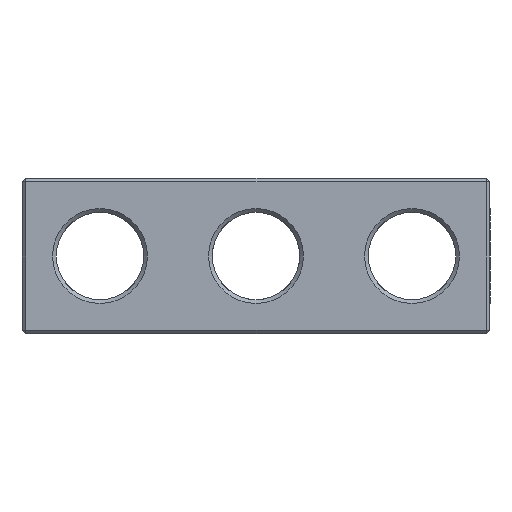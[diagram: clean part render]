
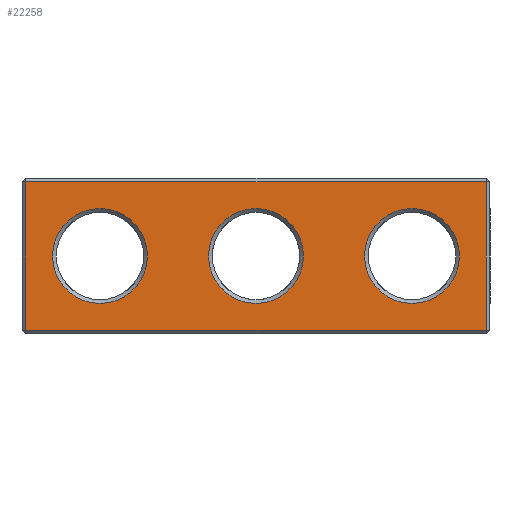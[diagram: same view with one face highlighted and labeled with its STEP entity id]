
A CAD part, front view. The second image highlights one B-rep face of the part: STEP entity #22258.
In plain terms, the highlighted planar face has unit normal (0, -1, 0).
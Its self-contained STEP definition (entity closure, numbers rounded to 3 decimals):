
#2103 = PLANE('',#2104);
#2104 = AXIS2_PLACEMENT_3D('',#2105,#2106,#2107);
#2105 = CARTESIAN_POINT('',(-18.75,-6.1,0.15));
#2106 = DIRECTION('',(0.,0.707,0.707));
#2107 = DIRECTION('',(1.,0.,0.));
#2886 = PLANE('',#2887);
#2887 = AXIS2_PLACEMENT_3D('',#2888,#2889,#2890);
#2888 = CARTESIAN_POINT('',(-18.75,-6.1,12.35));
#2889 = DIRECTION('',(0.,-0.707,0.707));
#2890 = DIRECTION('',(1.,0.,0.));
#8050 = PLANE('',#8051);
#8051 = AXIS2_PLACEMENT_3D('',#8052,#8053,#8054);
#8052 = CARTESIAN_POINT('',(-18.6,-6.1,0.));
#8053 = DIRECTION('',(-0.707,-0.707,0.));
#8054 = DIRECTION('',(0.,0.,1.));
#8412 = VERTEX_POINT('',#8413);
#8413 = CARTESIAN_POINT('',(-18.45,-6.25,0.3));
#8439 = EDGE_CURVE('',#8412,#8440,#8442,.T.);
#8440 = VERTEX_POINT('',#8441);
#8441 = CARTESIAN_POINT('',(18.45,-6.25,0.3));
#8442 = SURFACE_CURVE('',#8443,(#8447,#8454),.PCURVE_S1.);
#8443 = LINE('',#8444,#8445);
#8444 = CARTESIAN_POINT('',(-18.75,-6.25,0.3));
#8445 = VECTOR('',#8446,1.);
#8446 = DIRECTION('',(1.,0.,0.));
#8447 = PCURVE('',#2103,#8448);
#8448 = DEFINITIONAL_REPRESENTATION('',(#8449),#8453);
#8449 = LINE('',#8450,#8451);
#8450 = CARTESIAN_POINT('',(0.,-0.212));
#8451 = VECTOR('',#8452,1.);
#8452 = DIRECTION('',(1.,0.));
#8453 = ( GEOMETRIC_REPRESENTATION_CONTEXT(2) 
PARAMETRIC_REPRESENTATION_CONTEXT() REPRESENTATION_CONTEXT('2D SPACE',''
  ) );
#8454 = PCURVE('',#8455,#8460);
#8455 = PLANE('',#8456);
#8456 = AXIS2_PLACEMENT_3D('',#8457,#8458,#8459);
#8457 = CARTESIAN_POINT('',(-18.75,-6.25,0.));
#8458 = DIRECTION('',(0.,1.,0.));
#8459 = DIRECTION('',(1.,0.,0.));
#8460 = DEFINITIONAL_REPRESENTATION('',(#8461),#8465);
#8461 = LINE('',#8462,#8463);
#8462 = CARTESIAN_POINT('',(0.,-0.3));
#8463 = VECTOR('',#8464,1.);
#8464 = DIRECTION('',(1.,0.));
#8465 = ( GEOMETRIC_REPRESENTATION_CONTEXT(2) 
PARAMETRIC_REPRESENTATION_CONTEXT() REPRESENTATION_CONTEXT('2D SPACE',''
  ) );
#9759 = VERTEX_POINT('',#9760);
#9760 = CARTESIAN_POINT('',(-18.45,-6.25,12.2));
#9786 = EDGE_CURVE('',#9759,#9787,#9789,.T.);
#9787 = VERTEX_POINT('',#9788);
#9788 = CARTESIAN_POINT('',(18.45,-6.25,12.2));
#9789 = SURFACE_CURVE('',#9790,(#9794,#9801),.PCURVE_S1.);
#9790 = LINE('',#9791,#9792);
#9791 = CARTESIAN_POINT('',(-18.75,-6.25,12.2));
#9792 = VECTOR('',#9793,1.);
#9793 = DIRECTION('',(1.,0.,0.));
#9794 = PCURVE('',#2886,#9795);
#9795 = DEFINITIONAL_REPRESENTATION('',(#9796),#9800);
#9796 = LINE('',#9797,#9798);
#9797 = CARTESIAN_POINT('',(0.,-0.212));
#9798 = VECTOR('',#9799,1.);
#9799 = DIRECTION('',(1.,0.));
#9800 = ( GEOMETRIC_REPRESENTATION_CONTEXT(2) 
PARAMETRIC_REPRESENTATION_CONTEXT() REPRESENTATION_CONTEXT('2D SPACE',''
  ) );
#9801 = PCURVE('',#8455,#9802);
#9802 = DEFINITIONAL_REPRESENTATION('',(#9803),#9807);
#9803 = LINE('',#9804,#9805);
#9804 = CARTESIAN_POINT('',(0.,-12.2));
#9805 = VECTOR('',#9806,1.);
#9806 = DIRECTION('',(1.,0.));
#9807 = ( GEOMETRIC_REPRESENTATION_CONTEXT(2) 
PARAMETRIC_REPRESENTATION_CONTEXT() REPRESENTATION_CONTEXT('2D SPACE',''
  ) );
#21224 = EDGE_CURVE('',#8412,#9759,#21225,.T.);
#21225 = SURFACE_CURVE('',#21226,(#21230,#21237),.PCURVE_S1.);
#21226 = LINE('',#21227,#21228);
#21227 = CARTESIAN_POINT('',(-18.45,-6.25,0.));
#21228 = VECTOR('',#21229,1.);
#21229 = DIRECTION('',(0.,0.,1.));
#21230 = PCURVE('',#8050,#21231);
#21231 = DEFINITIONAL_REPRESENTATION('',(#21232),#21236);
#21232 = LINE('',#21233,#21234);
#21233 = CARTESIAN_POINT('',(0.,-0.212));
#21234 = VECTOR('',#21235,1.);
#21235 = DIRECTION('',(1.,0.));
#21236 = ( GEOMETRIC_REPRESENTATION_CONTEXT(2) 
PARAMETRIC_REPRESENTATION_CONTEXT() REPRESENTATION_CONTEXT('2D SPACE',''
  ) );
#21237 = PCURVE('',#8455,#21238);
#21238 = DEFINITIONAL_REPRESENTATION('',(#21239),#21243);
#21239 = LINE('',#21240,#21241);
#21240 = CARTESIAN_POINT('',(0.3,0.));
#21241 = VECTOR('',#21242,1.);
#21242 = DIRECTION('',(0.,-1.));
#21243 = ( GEOMETRIC_REPRESENTATION_CONTEXT(2) 
PARAMETRIC_REPRESENTATION_CONTEXT() REPRESENTATION_CONTEXT('2D SPACE',''
  ) );
#22258 = ADVANCED_FACE('',(#22259,#22290,#22321,#22352),#8455,.F.);
#22259 = FACE_BOUND('',#22260,.F.);
#22260 = EDGE_LOOP('',(#22261,#22262,#22263,#22289));
#22261 = ORIENTED_EDGE('',*,*,#21224,.T.);
#22262 = ORIENTED_EDGE('',*,*,#9786,.T.);
#22263 = ORIENTED_EDGE('',*,*,#22264,.F.);
#22264 = EDGE_CURVE('',#8440,#9787,#22265,.T.);
#22265 = SURFACE_CURVE('',#22266,(#22270,#22277),.PCURVE_S1.);
#22266 = LINE('',#22267,#22268);
#22267 = CARTESIAN_POINT('',(18.45,-6.25,0.));
#22268 = VECTOR('',#22269,1.);
#22269 = DIRECTION('',(0.,0.,1.));
#22270 = PCURVE('',#8455,#22271);
#22271 = DEFINITIONAL_REPRESENTATION('',(#22272),#22276);
#22272 = LINE('',#22273,#22274);
#22273 = CARTESIAN_POINT('',(37.2,0.));
#22274 = VECTOR('',#22275,1.);
#22275 = DIRECTION('',(0.,-1.));
#22276 = ( GEOMETRIC_REPRESENTATION_CONTEXT(2) 
PARAMETRIC_REPRESENTATION_CONTEXT() REPRESENTATION_CONTEXT('2D SPACE',''
  ) );
#22277 = PCURVE('',#22278,#22283);
#22278 = PLANE('',#22279);
#22279 = AXIS2_PLACEMENT_3D('',#22280,#22281,#22282);
#22280 = CARTESIAN_POINT('',(18.6,-6.1,0.));
#22281 = DIRECTION('',(0.707,-0.707,0.));
#22282 = DIRECTION('',(0.,0.,1.));
#22283 = DEFINITIONAL_REPRESENTATION('',(#22284),#22288);
#22284 = LINE('',#22285,#22286);
#22285 = CARTESIAN_POINT('',(0.,0.212));
#22286 = VECTOR('',#22287,1.);
#22287 = DIRECTION('',(1.,0.));
#22288 = ( GEOMETRIC_REPRESENTATION_CONTEXT(2) 
PARAMETRIC_REPRESENTATION_CONTEXT() REPRESENTATION_CONTEXT('2D SPACE',''
  ) );
#22289 = ORIENTED_EDGE('',*,*,#8439,.F.);
#22290 = FACE_BOUND('',#22291,.F.);
#22291 = EDGE_LOOP('',(#22292));
#22292 = ORIENTED_EDGE('',*,*,#22293,.F.);
#22293 = EDGE_CURVE('',#22294,#22294,#22296,.T.);
#22294 = VERTEX_POINT('',#22295);
#22295 = CARTESIAN_POINT('',(0.,-6.25,2.45));
#22296 = SURFACE_CURVE('',#22297,(#22302,#22309),.PCURVE_S1.);
#22297 = CIRCLE('',#22298,3.8);
#22298 = AXIS2_PLACEMENT_3D('',#22299,#22300,#22301);
#22299 = CARTESIAN_POINT('',(0.,-6.25,6.25));
#22300 = DIRECTION('',(0.,1.,0.));
#22301 = DIRECTION('',(0.,0.,-1.));
#22302 = PCURVE('',#8455,#22303);
#22303 = DEFINITIONAL_REPRESENTATION('',(#22304),#22308);
#22304 = CIRCLE('',#22305,3.8);
#22305 = AXIS2_PLACEMENT_2D('',#22306,#22307);
#22306 = CARTESIAN_POINT('',(18.75,-6.25));
#22307 = DIRECTION('',(0.,1.));
#22308 = ( GEOMETRIC_REPRESENTATION_CONTEXT(2) 
PARAMETRIC_REPRESENTATION_CONTEXT() REPRESENTATION_CONTEXT('2D SPACE',''
  ) );
#22309 = PCURVE('',#22310,#22315);
#22310 = CONICAL_SURFACE('',#22311,3.8,0.785);
#22311 = AXIS2_PLACEMENT_3D('',#22312,#22313,#22314);
#22312 = CARTESIAN_POINT('',(0.,-6.25,6.25));
#22313 = DIRECTION('',(0.,-1.,0.));
#22314 = DIRECTION('',(0.,0.,-1.));
#22315 = DEFINITIONAL_REPRESENTATION('',(#22316),#22320);
#22316 = LINE('',#22317,#22318);
#22317 = CARTESIAN_POINT('',(-0.,-0.));
#22318 = VECTOR('',#22319,1.);
#22319 = DIRECTION('',(-1.,-0.));
#22320 = ( GEOMETRIC_REPRESENTATION_CONTEXT(2) 
PARAMETRIC_REPRESENTATION_CONTEXT() REPRESENTATION_CONTEXT('2D SPACE',''
  ) );
#22321 = FACE_BOUND('',#22322,.F.);
#22322 = EDGE_LOOP('',(#22323));
#22323 = ORIENTED_EDGE('',*,*,#22324,.F.);
#22324 = EDGE_CURVE('',#22325,#22325,#22327,.T.);
#22325 = VERTEX_POINT('',#22326);
#22326 = CARTESIAN_POINT('',(-16.3,-6.25,6.25));
#22327 = SURFACE_CURVE('',#22328,(#22333,#22340),.PCURVE_S1.);
#22328 = CIRCLE('',#22329,3.8);
#22329 = AXIS2_PLACEMENT_3D('',#22330,#22331,#22332);
#22330 = CARTESIAN_POINT('',(-12.5,-6.25,6.25));
#22331 = DIRECTION('',(0.,1.,0.));
#22332 = DIRECTION('',(-1.,0.,0.));
#22333 = PCURVE('',#8455,#22334);
#22334 = DEFINITIONAL_REPRESENTATION('',(#22335),#22339);
#22335 = CIRCLE('',#22336,3.8);
#22336 = AXIS2_PLACEMENT_2D('',#22337,#22338);
#22337 = CARTESIAN_POINT('',(6.25,-6.25));
#22338 = DIRECTION('',(-1.,0.));
#22339 = ( GEOMETRIC_REPRESENTATION_CONTEXT(2) 
PARAMETRIC_REPRESENTATION_CONTEXT() REPRESENTATION_CONTEXT('2D SPACE',''
  ) );
#22340 = PCURVE('',#22341,#22346);
#22341 = CONICAL_SURFACE('',#22342,3.5,0.785);
#22342 = AXIS2_PLACEMENT_3D('',#22343,#22344,#22345);
#22343 = CARTESIAN_POINT('',(-12.5,-5.95,6.25));
#22344 = DIRECTION('',(0.,-1.,0.));
#22345 = DIRECTION('',(-1.,0.,0.));
#22346 = DEFINITIONAL_REPRESENTATION('',(#22347),#22351);
#22347 = LINE('',#22348,#22349);
#22348 = CARTESIAN_POINT('',(-0.,0.3));
#22349 = VECTOR('',#22350,1.);
#22350 = DIRECTION('',(-1.,0.));
#22351 = ( GEOMETRIC_REPRESENTATION_CONTEXT(2) 
PARAMETRIC_REPRESENTATION_CONTEXT() REPRESENTATION_CONTEXT('2D SPACE',''
  ) );
#22352 = FACE_BOUND('',#22353,.F.);
#22353 = EDGE_LOOP('',(#22354));
#22354 = ORIENTED_EDGE('',*,*,#22355,.T.);
#22355 = EDGE_CURVE('',#22356,#22356,#22358,.T.);
#22356 = VERTEX_POINT('',#22357);
#22357 = CARTESIAN_POINT('',(16.3,-6.25,6.25));
#22358 = SURFACE_CURVE('',#22359,(#22364,#22375),.PCURVE_S1.);
#22359 = CIRCLE('',#22360,3.8);
#22360 = AXIS2_PLACEMENT_3D('',#22361,#22362,#22363);
#22361 = CARTESIAN_POINT('',(12.5,-6.25,6.25));
#22362 = DIRECTION('',(0.,-1.,0.));
#22363 = DIRECTION('',(1.,0.,0.));
#22364 = PCURVE('',#8455,#22365);
#22365 = DEFINITIONAL_REPRESENTATION('',(#22366),#22374);
#22366 = ( BOUNDED_CURVE() B_SPLINE_CURVE(2,(#22367,#22368,#22369,#22370
    ,#22371,#22372,#22373),.UNSPECIFIED.,.T.,.F.) 
B_SPLINE_CURVE_WITH_KNOTS((1,2,2,2,2,1),(-2.094,0.,
    2.094,4.189,6.283,8.378),
.UNSPECIFIED.) CURVE() GEOMETRIC_REPRESENTATION_ITEM() 
RATIONAL_B_SPLINE_CURVE((1.,0.5,1.,0.5,1.,0.5,1.)) REPRESENTATION_ITEM(
  '') );
#22367 = CARTESIAN_POINT('',(35.05,-6.25));
#22368 = CARTESIAN_POINT('',(35.05,-12.832));
#22369 = CARTESIAN_POINT('',(29.35,-9.541));
#22370 = CARTESIAN_POINT('',(23.65,-6.25));
#22371 = CARTESIAN_POINT('',(29.35,-2.959));
#22372 = CARTESIAN_POINT('',(35.05,0.332));
#22373 = CARTESIAN_POINT('',(35.05,-6.25));
#22374 = ( GEOMETRIC_REPRESENTATION_CONTEXT(2) 
PARAMETRIC_REPRESENTATION_CONTEXT() REPRESENTATION_CONTEXT('2D SPACE',''
  ) );
#22375 = PCURVE('',#22376,#22381);
#22376 = CONICAL_SURFACE('',#22377,3.5,0.785);
#22377 = AXIS2_PLACEMENT_3D('',#22378,#22379,#22380);
#22378 = CARTESIAN_POINT('',(12.5,-5.95,6.25));
#22379 = DIRECTION('',(0.,-1.,0.));
#22380 = DIRECTION('',(1.,0.,0.));
#22381 = DEFINITIONAL_REPRESENTATION('',(#22382),#22386);
#22382 = LINE('',#22383,#22384);
#22383 = CARTESIAN_POINT('',(0.,0.3));
#22384 = VECTOR('',#22385,1.);
#22385 = DIRECTION('',(1.,0.));
#22386 = ( GEOMETRIC_REPRESENTATION_CONTEXT(2) 
PARAMETRIC_REPRESENTATION_CONTEXT() REPRESENTATION_CONTEXT('2D SPACE',''
  ) );
